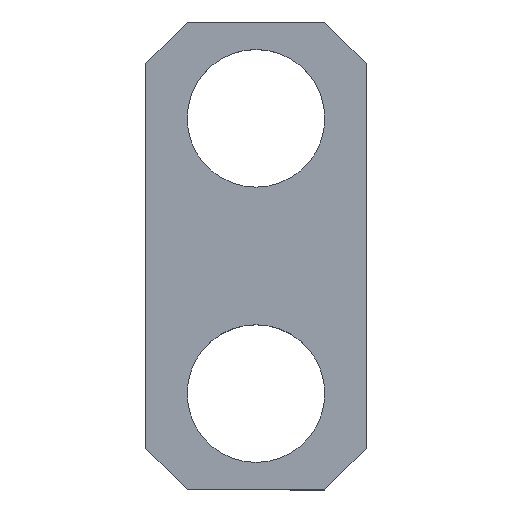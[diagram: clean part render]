
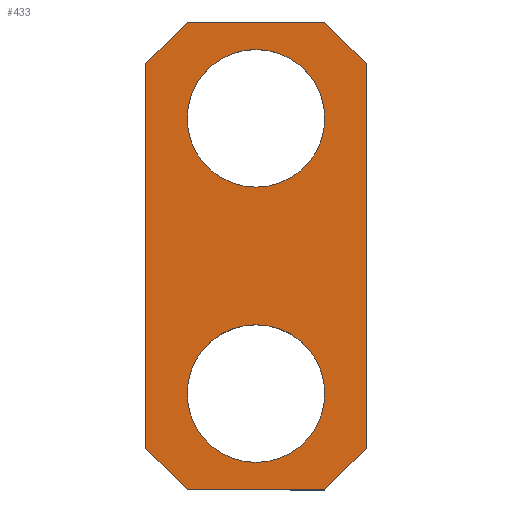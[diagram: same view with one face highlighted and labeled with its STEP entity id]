
A CAD part, top view. The second image highlights one B-rep face of the part: STEP entity #433.
In plain terms, the highlighted planar face has unit normal (0, 0, 1).
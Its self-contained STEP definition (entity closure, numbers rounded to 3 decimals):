
#81=CARTESIAN_POINT('',(10.,-20.,4.0));
#82=VERTEX_POINT('',#81);
#83=CARTESIAN_POINT('',(0.,-20.,4.));
#84=DIRECTION('',(0.0,0.0,-1.0));
#85=DIRECTION('',(1.0,0.0,0.0));
#86=AXIS2_PLACEMENT_3D('',#83,#84,#85);
#87=CIRCLE('',#86,10.0);
#88=EDGE_CURVE('',#82,#82,#87,.T.);
#130=CARTESIAN_POINT('',(10.,20.,4.0));
#131=VERTEX_POINT('',#130);
#132=CARTESIAN_POINT('',(0.,20.,4.));
#133=DIRECTION('',(0.0,0.0,-1.0));
#134=DIRECTION('',(1.0,0.0,0.0));
#135=AXIS2_PLACEMENT_3D('',#132,#133,#134);
#136=CIRCLE('',#135,10.0);
#137=EDGE_CURVE('',#131,#131,#136,.T.);
#157=CARTESIAN_POINT('',(10.,34.,4.0));
#158=VERTEX_POINT('',#157);
#165=CARTESIAN_POINT('',(16.,28.,4.0));
#166=VERTEX_POINT('',#165);
#167=CARTESIAN_POINT('',(10.,34.,4.0));
#168=DIRECTION('',(0.707,-0.707,0.0));
#169=VECTOR('',#168,8.485);
#170=LINE('',#167,#169);
#171=EDGE_CURVE('',#158,#166,#170,.T.);
#196=CARTESIAN_POINT('',(-10.,34.0,4.0));
#197=VERTEX_POINT('',#196);
#204=CARTESIAN_POINT('',(-10.,34.0,4.0));
#205=DIRECTION('',(1.0,0.0,0.0));
#206=VECTOR('',#205,20.0);
#207=LINE('',#204,#206);
#208=EDGE_CURVE('',#197,#158,#207,.T.);
#281=CARTESIAN_POINT('',(-16.,28.,4.0));
#282=VERTEX_POINT('',#281);
#289=CARTESIAN_POINT('',(-16.,28.,4.0));
#290=DIRECTION('',(0.707,0.707,0.0));
#291=VECTOR('',#290,8.485);
#292=LINE('',#289,#291);
#293=EDGE_CURVE('',#282,#197,#292,.T.);
#306=CARTESIAN_POINT('',(-16.,-28.,4.0));
#307=VERTEX_POINT('',#306);
#314=CARTESIAN_POINT('',(-16.,-28.,4.0));
#315=DIRECTION('',(0.0,1.0,0.0));
#316=VECTOR('',#315,56.);
#317=LINE('',#314,#316);
#318=EDGE_CURVE('',#307,#282,#317,.T.);
#328=CARTESIAN_POINT('',(16.,-28.,4.0));
#329=VERTEX_POINT('',#328);
#330=CARTESIAN_POINT('',(10.,-34.,4.0));
#331=VERTEX_POINT('',#330);
#332=CARTESIAN_POINT('',(16.,-28.,4.0));
#333=DIRECTION('',(-0.707,-0.707,0.0));
#334=VECTOR('',#333,8.485);
#335=LINE('',#332,#334);
#336=EDGE_CURVE('',#329,#331,#335,.T.);
#360=CARTESIAN_POINT('',(-10.,-34.0,4.0));
#361=VERTEX_POINT('',#360);
#362=CARTESIAN_POINT('',(10.,-34.,4.0));
#363=DIRECTION('',(-1.0,0.0,0.0));
#364=VECTOR('',#363,20.0);
#365=LINE('',#362,#364);
#366=EDGE_CURVE('',#331,#361,#365,.T.);
#385=CARTESIAN_POINT('',(-10.,-34.0,4.0));
#386=DIRECTION('',(-0.707,0.707,0.0));
#387=VECTOR('',#386,8.485);
#388=LINE('',#385,#387);
#389=EDGE_CURVE('',#361,#307,#388,.T.);
#401=CARTESIAN_POINT('',(16.,28.,4.0));
#402=DIRECTION('',(0.0,-1.0,0.0));
#403=VECTOR('',#402,56.);
#404=LINE('',#401,#403);
#405=EDGE_CURVE('',#166,#329,#404,.T.);
#412=CARTESIAN_POINT('',(0.,0.,4.0));
#413=DIRECTION('',(0.0,0.0,1.0));
#414=DIRECTION('',(1.0,0.0,0.0));
#415=AXIS2_PLACEMENT_3D('',#412,#413,#414);
#416=PLANE('',#415);
#417=ORIENTED_EDGE('',*,*,#171,.F.);
#418=ORIENTED_EDGE('',*,*,#208,.F.);
#419=ORIENTED_EDGE('',*,*,#293,.F.);
#420=ORIENTED_EDGE('',*,*,#318,.F.);
#421=ORIENTED_EDGE('',*,*,#389,.F.);
#422=ORIENTED_EDGE('',*,*,#366,.F.);
#423=ORIENTED_EDGE('',*,*,#336,.F.);
#424=ORIENTED_EDGE('',*,*,#405,.F.);
#425=EDGE_LOOP('',(#417,#418,#419,#420,#421,#422,#423,#424));
#426=FACE_OUTER_BOUND('',#425,.T.);
#427=ORIENTED_EDGE('',*,*,#88,.T.);
#428=EDGE_LOOP('',(#427));
#429=FACE_BOUND('',#428,.T.);
#430=ORIENTED_EDGE('',*,*,#137,.T.);
#431=EDGE_LOOP('',(#430));
#432=FACE_BOUND('',#431,.T.);
#433=ADVANCED_FACE('',(#426,#429,#432),#416,.T.);
